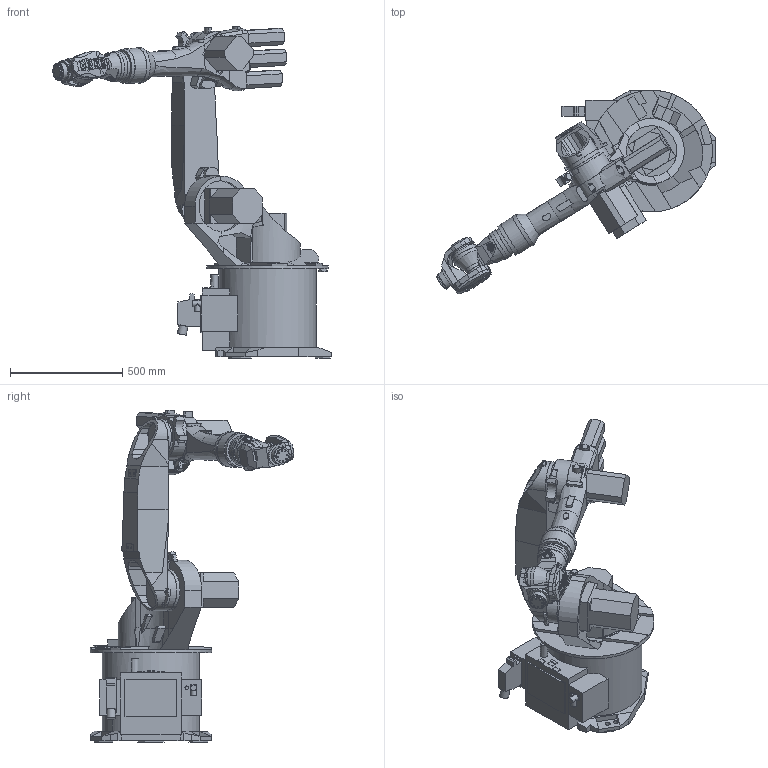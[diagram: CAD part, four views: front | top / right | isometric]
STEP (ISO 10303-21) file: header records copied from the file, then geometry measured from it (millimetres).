
FILE_DESCRIPTION((''),'2;1');
FILE_NAME('Kr 16.stp','2012-12-04T14:13:30',('ds'),(''),'Autodesk Inventor 2013','Autodesk Inventor 2013','');
FILE_SCHEMA(('AUTOMOTIVE_DESIGN { 1 0 10303 214 1 1 1 1 }'));
Length unit declared in the file: millimetre
Products named in the file (18): Kr 16; thur3BEC007t-none_1; thur3BEC007t-none_1A; thur3BEC007t-none_1B; thur3BEC007t-none_1C; thur3BEC007t-none_1D; thur3BEC007t-none_1E; thur3BEC007t-none_1F; thur3BEC007t-none_1G; thur3BEC007t-none_1H; thur3BEC007t-none_1I; thur3BEC007t-none_1J; thur3BEC007t-none_1K; thur3BEC007t-none_1L; thur3BEC007t-none_1M; thur3BEC007t-none_1N; thur3BEC007t-none_1O; thur3BEC007t-none_1P
Assembly tree (17 placements, depth 2):
  Kr 16
    thur3BEC007t-none_1
    thur3BEC007t-none_1A
    thur3BEC007t-none_1B
    thur3BEC007t-none_1C
    thur3BEC007t-none_1D
    thur3BEC007t-none_1E
    thur3BEC007t-none_1F
    thur3BEC007t-none_1G
    thur3BEC007t-none_1H
    thur3BEC007t-none_1I
    thur3BEC007t-none_1J
    thur3BEC007t-none_1K
    thur3BEC007t-none_1L
    thur3BEC007t-none_1M
    thur3BEC007t-none_1N
    thur3BEC007t-none_1O
    thur3BEC007t-none_1P
Bounding box: 1237.9 x 905.52 x 1476.03 mm (x, y, z)
Volume: 131410873.7 mm3; surface area: 4290431.3 mm2
Topology: 17 solids, 17 shells, 1006 faces, 2696 edges, 1784 vertices
Faces by surface type: plane 833, cylinder 135, cone 25, bspline 12, revolution 1
Full cylindrical faces by diameter (mm): 5 x2, 5.2 x8, 8.4 x8, 16 x1, 20 x5, 24 x3, 26 x2, 28 x1, 30 x2, 40 x1, 63 x1, 69 x2, 75 x1, 78 x1, 95 x1, 103 x2, 123 x1, 128 x1, 150 x1, 154 x1, 157 x1, 160 x2, 186.5 x1, 190 x1, 225 x2, 433 x1, 540 x1
Entity records: 32027 total; most frequent: CARTESIAN_POINT 6561, ORIENTED_EDGE 5220, DIRECTION 4979, EDGE_CURVE 2610, VECTOR 2026, LINE 2026, VERTEX_POINT 1756, AXIS2_PLACEMENT_3D 1476
